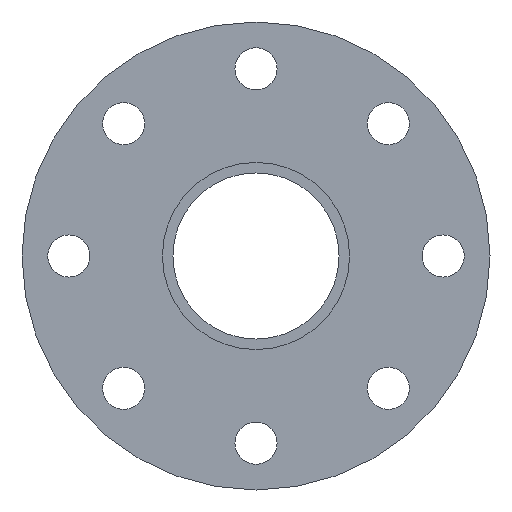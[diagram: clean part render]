
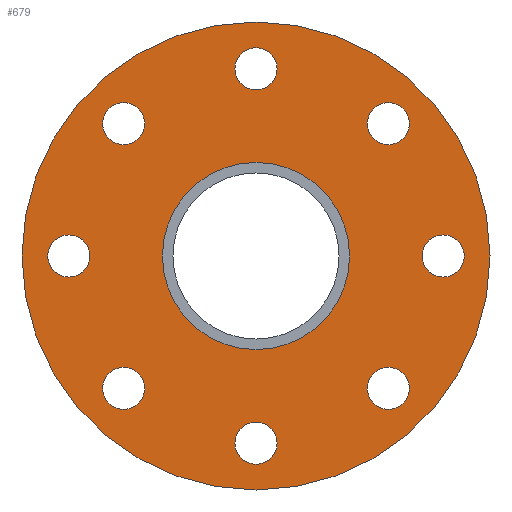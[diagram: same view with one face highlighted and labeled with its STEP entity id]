
A CAD part, left-side view. The second image highlights one B-rep face of the part: STEP entity #679.
In plain terms, the highlighted planar face has unit normal (-1, 0, 0).
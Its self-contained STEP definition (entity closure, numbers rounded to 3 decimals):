
#99=FACE_BOUND('',#258,.T.);
#100=FACE_BOUND('',#259,.T.);
#101=FACE_BOUND('',#260,.T.);
#102=FACE_BOUND('',#261,.T.);
#103=FACE_BOUND('',#262,.T.);
#104=FACE_BOUND('',#263,.T.);
#105=FACE_BOUND('',#264,.T.);
#106=FACE_BOUND('',#265,.T.);
#107=FACE_BOUND('',#266,.T.);
#165=FACE_OUTER_BOUND('',#257,.T.);
#257=EDGE_LOOP('',(#547));
#258=EDGE_LOOP('',(#548));
#259=EDGE_LOOP('',(#549));
#260=EDGE_LOOP('',(#550));
#261=EDGE_LOOP('',(#551));
#262=EDGE_LOOP('',(#552));
#263=EDGE_LOOP('',(#553));
#264=EDGE_LOOP('',(#554));
#265=EDGE_LOOP('',(#555));
#266=EDGE_LOOP('',(#556));
#318=CIRCLE('',#740,9.);
#319=CIRCLE('',#742,9.);
#320=CIRCLE('',#744,9.);
#321=CIRCLE('',#746,9.);
#322=CIRCLE('',#748,9.);
#323=CIRCLE('',#750,9.);
#324=CIRCLE('',#752,9.);
#328=CIRCLE('',#759,9.);
#339=CIRCLE('',#781,40.);
#340=CIRCLE('',#783,100.);
#376=VERTEX_POINT('',#1096);
#377=VERTEX_POINT('',#1099);
#378=VERTEX_POINT('',#1102);
#379=VERTEX_POINT('',#1105);
#380=VERTEX_POINT('',#1108);
#381=VERTEX_POINT('',#1111);
#382=VERTEX_POINT('',#1114);
#386=VERTEX_POINT('',#1125);
#397=VERTEX_POINT('',#1158);
#398=VERTEX_POINT('',#1161);
#434=EDGE_CURVE('',#376,#376,#318,.T.);
#435=EDGE_CURVE('',#377,#377,#319,.T.);
#436=EDGE_CURVE('',#378,#378,#320,.T.);
#437=EDGE_CURVE('',#379,#379,#321,.T.);
#438=EDGE_CURVE('',#380,#380,#322,.T.);
#439=EDGE_CURVE('',#381,#381,#323,.T.);
#440=EDGE_CURVE('',#382,#382,#324,.T.);
#444=EDGE_CURVE('',#386,#386,#328,.T.);
#455=EDGE_CURVE('',#397,#397,#339,.T.);
#456=EDGE_CURVE('',#398,#398,#340,.T.);
#547=ORIENTED_EDGE('',*,*,#456,.F.);
#548=ORIENTED_EDGE('',*,*,#434,.T.);
#549=ORIENTED_EDGE('',*,*,#435,.T.);
#550=ORIENTED_EDGE('',*,*,#436,.T.);
#551=ORIENTED_EDGE('',*,*,#437,.T.);
#552=ORIENTED_EDGE('',*,*,#438,.T.);
#553=ORIENTED_EDGE('',*,*,#439,.T.);
#554=ORIENTED_EDGE('',*,*,#440,.T.);
#555=ORIENTED_EDGE('',*,*,#444,.T.);
#556=ORIENTED_EDGE('',*,*,#455,.T.);
#583=PLANE('',#782);
#679=ADVANCED_FACE('',(#165,#99,#100,#101,#102,#103,#104,#105,#106,#107),
#583,.T.);
#740=AXIS2_PLACEMENT_3D('',#1097,#901,#902);
#742=AXIS2_PLACEMENT_3D('',#1100,#905,#906);
#744=AXIS2_PLACEMENT_3D('',#1103,#909,#910);
#746=AXIS2_PLACEMENT_3D('',#1106,#913,#914);
#748=AXIS2_PLACEMENT_3D('',#1109,#917,#918);
#750=AXIS2_PLACEMENT_3D('',#1112,#921,#922);
#752=AXIS2_PLACEMENT_3D('',#1115,#925,#926);
#759=AXIS2_PLACEMENT_3D('',#1126,#939,#940);
#781=AXIS2_PLACEMENT_3D('',#1159,#983,#984);
#782=AXIS2_PLACEMENT_3D('',#1160,#985,#986);
#783=AXIS2_PLACEMENT_3D('',#1162,#987,#988);
#901=DIRECTION('center_axis',(1.,0.,0.));
#902=DIRECTION('ref_axis',(0.,-0.707,-0.707));
#905=DIRECTION('center_axis',(1.,0.,0.));
#906=DIRECTION('ref_axis',(0.,-1.,0.));
#909=DIRECTION('center_axis',(1.,0.,0.));
#910=DIRECTION('ref_axis',(0.,-0.707,0.707));
#913=DIRECTION('center_axis',(1.,0.,0.));
#914=DIRECTION('ref_axis',(0.,0.,1.));
#917=DIRECTION('center_axis',(1.,0.,0.));
#918=DIRECTION('ref_axis',(0.,0.707,0.707));
#921=DIRECTION('center_axis',(1.,0.,0.));
#922=DIRECTION('ref_axis',(0.,1.,0.));
#925=DIRECTION('center_axis',(1.,0.,0.));
#926=DIRECTION('ref_axis',(0.,0.707,-0.707));
#939=DIRECTION('center_axis',(1.,0.,0.));
#940=DIRECTION('ref_axis',(0.,0.,-1.));
#983=DIRECTION('center_axis',(1.,0.,0.));
#984=DIRECTION('ref_axis',(0.,0.,-1.));
#985=DIRECTION('center_axis',(-1.,0.,0.));
#986=DIRECTION('ref_axis',(0.,0.,1.));
#987=DIRECTION('center_axis',(1.,0.,0.));
#988=DIRECTION('ref_axis',(0.,0.,-1.));
#1096=CARTESIAN_POINT('',(0.,62.933,-50.205));
#1097=CARTESIAN_POINT('Origin',(0.,56.569,
-56.569));
#1099=CARTESIAN_POINT('',(0.,9.,-80.));
#1100=CARTESIAN_POINT('Origin',(0.,0.,
-80.));
#1102=CARTESIAN_POINT('',(0.,-50.205,-62.933));
#1103=CARTESIAN_POINT('Origin',(0.,-56.569,
-56.569));
#1105=CARTESIAN_POINT('',(0.,-80.,-9.));
#1106=CARTESIAN_POINT('Origin',(0.,-80.,0.));
#1108=CARTESIAN_POINT('',(0.,-62.933,50.205));
#1109=CARTESIAN_POINT('Origin',(0.,-56.569,
56.569));
#1111=CARTESIAN_POINT('',(0.,-9.,80.));
#1112=CARTESIAN_POINT('Origin',(0.,0.,80.));
#1114=CARTESIAN_POINT('',(0.,50.205,62.933));
#1115=CARTESIAN_POINT('Origin',(0.,56.569,
56.569));
#1125=CARTESIAN_POINT('',(0.,80.,9.));
#1126=CARTESIAN_POINT('Origin',(0.,80.,0.));
#1158=CARTESIAN_POINT('',(0.,40.,0.));
#1159=CARTESIAN_POINT('Origin',(0.,0.,0.));
#1160=CARTESIAN_POINT('Origin',(0.,100.,0.));
#1161=CARTESIAN_POINT('',(0.,100.,0.));
#1162=CARTESIAN_POINT('Origin',(0.,0.,0.));
